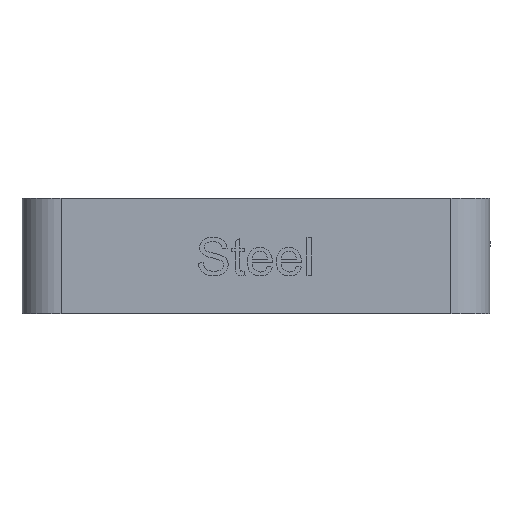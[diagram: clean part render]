
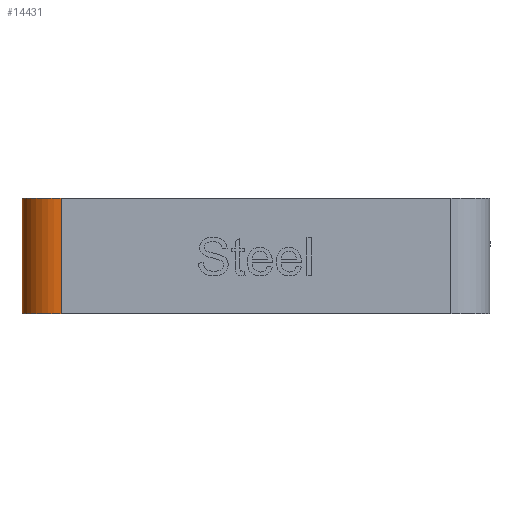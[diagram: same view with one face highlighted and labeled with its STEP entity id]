
A CAD part, left-side view. The second image highlights one B-rep face of the part: STEP entity #14431.
In plain terms, the highlighted cylindrical face has radius 3.175 mm (diameter 6.35 mm), a partial arc.
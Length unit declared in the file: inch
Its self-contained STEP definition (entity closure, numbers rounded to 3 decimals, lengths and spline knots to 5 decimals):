
#20=CIRCLE('',#15012,0.125);
#27=CIRCLE('',#15021,0.125);
#43=CYLINDRICAL_SURFACE('',#15020,0.125);
#879=FACE_OUTER_BOUND('',#1690,.T.);
#1690=EDGE_LOOP('',(#11146,#11147,#11148,#11149));
#2767=LINE('',#22880,#4094);
#2909=LINE('',#23774,#4236);
#4094=VECTOR('',#16353,0.3937);
#4236=VECTOR('',#16521,0.3937);
#6135=VERTEX_POINT('',#22878);
#6136=VERTEX_POINT('',#22879);
#6141=VERTEX_POINT('',#22894);
#6400=VERTEX_POINT('',#23772);
#7857=EDGE_CURVE('',#6135,#6136,#2767,.T.);
#7865=EDGE_CURVE('',#6136,#6141,#20,.T.);
#8126=EDGE_CURVE('',#6141,#6400,#2909,.T.);
#8127=EDGE_CURVE('',#6400,#6135,#27,.T.);
#11146=ORIENTED_EDGE('',*,*,#8127,.T.);
#11147=ORIENTED_EDGE('',*,*,#7857,.T.);
#11148=ORIENTED_EDGE('',*,*,#7865,.T.);
#11149=ORIENTED_EDGE('',*,*,#8126,.T.);
#14431=ADVANCED_FACE('',(#879),#43,.T.);
#15012=AXIS2_PLACEMENT_3D('',#22896,#16369,#16370);
#15020=AXIS2_PLACEMENT_3D('',#23775,#16522,#16523);
#15021=AXIS2_PLACEMENT_3D('',#23776,#16524,#16525);
#16353=DIRECTION('',(0.,0.,1.));
#16369=DIRECTION('center_axis',(0.,0.,-1.));
#16370=DIRECTION('ref_axis',(-0.707,0.707,0.));
#16521=DIRECTION('',(0.,0.,-1.));
#16522=DIRECTION('center_axis',(0.,0.,-1.));
#16523=DIRECTION('ref_axis',(-0.707,0.707,0.));
#16524=DIRECTION('center_axis',(0.,0.,1.));
#16525=DIRECTION('ref_axis',(-0.707,0.707,0.));
#22878=CARTESIAN_POINT('',(-0.75,0.625,-0.37));
#22879=CARTESIAN_POINT('',(-0.75,0.625,0.));
#22880=CARTESIAN_POINT('',(-0.75,0.625,0.));
#22894=CARTESIAN_POINT('',(-0.625,0.75,0.));
#22896=CARTESIAN_POINT('Origin',(-0.625,0.625,0.));
#23772=CARTESIAN_POINT('',(-0.625,0.75,-0.37));
#23774=CARTESIAN_POINT('',(-0.625,0.75,0.));
#23775=CARTESIAN_POINT('Origin',(-0.625,0.625,0.));
#23776=CARTESIAN_POINT('Origin',(-0.625,0.625,-0.37));
